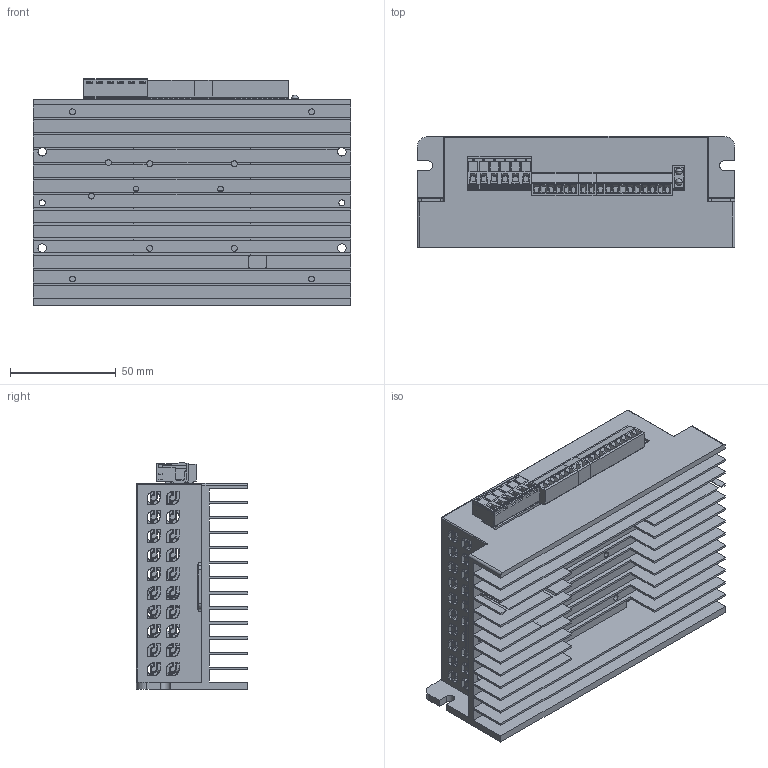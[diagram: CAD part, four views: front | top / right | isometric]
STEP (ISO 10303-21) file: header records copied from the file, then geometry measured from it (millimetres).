
FILE_DESCRIPTION((''),'2;1');
FILE_NAME('RT-T86SGV4_0','2024-12-30T10:34:59',('ruiwe'),(''),'CREO PARAMETRIC BY PTC INC, 2021063','CREO PARAMETRIC BY PTC INC, 2021063','');
FILE_SCHEMA(('CONFIG_CONTROL_DESIGN','SHAPE_APPEARANCE_LAYERS_GROUPS'));
Products named in the file (1): RT-T86SGV4_0
Bounding box: 150.05 x 52.6 x 107.23 mm (x, y, z)
Volume: 200974.9 mm3; surface area: 192938.7 mm2
Topology: 91 solids, 285 shells, 5890 faces, 15391 edges, 9970 vertices
Faces by surface type: plane 3509, cylinder 1469, bspline 384, torus 266, cone 190, sphere 72
Entity records: 220228 total; most frequent: CARTESIAN_POINT 53257, ORIENTED_EDGE 30124, DIRECTION 27323, EDGE_CURVE 15315, VECTOR 10607, LINE 10607, VERTEX_POINT 9970, AXIS2_PLACEMENT_3D 8358
